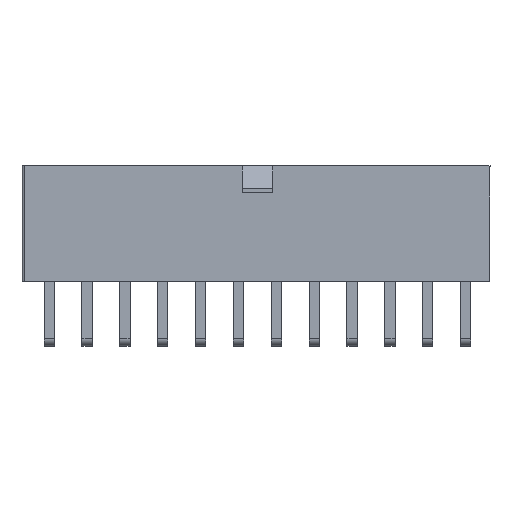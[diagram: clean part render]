
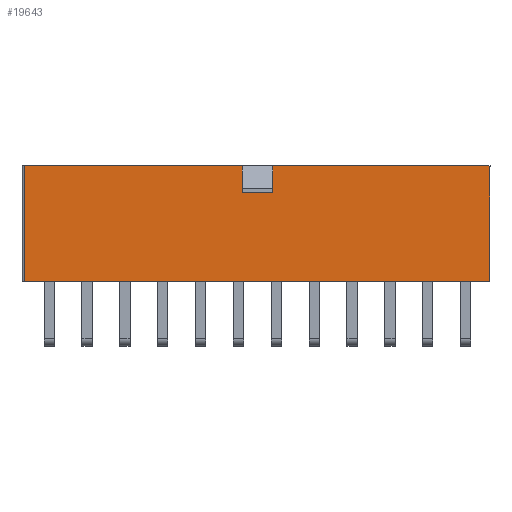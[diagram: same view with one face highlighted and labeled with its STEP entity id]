
A CAD part, top view. The second image highlights one B-rep face of the part: STEP entity #19643.
In plain terms, the highlighted planar face has unit normal (0, 0, 1).
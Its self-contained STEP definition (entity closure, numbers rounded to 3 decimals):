
#2323=ORIENTED_EDGE('',*,*,#5346,.T.);
#2324=ORIENTED_EDGE('',*,*,#5347,.T.);
#2325=ORIENTED_EDGE('',*,*,#4880,.F.);
#2326=ORIENTED_EDGE('',*,*,#5348,.T.);
#2327=ORIENTED_EDGE('',*,*,#5349,.T.);
#2328=ORIENTED_EDGE('',*,*,#5350,.F.);
#2329=ORIENTED_EDGE('',*,*,#4882,.F.);
#2330=ORIENTED_EDGE('',*,*,#5351,.F.);
#4880=EDGE_CURVE('',#6607,#6608,#8080,.T.);
#4882=EDGE_CURVE('',#6609,#6603,#8082,.T.);
#5346=EDGE_CURVE('',#6922,#6923,#8545,.T.);
#5347=EDGE_CURVE('',#6923,#6608,#8546,.T.);
#5348=EDGE_CURVE('',#6607,#6924,#8547,.T.);
#5349=EDGE_CURVE('',#6924,#6925,#8548,.T.);
#5350=EDGE_CURVE('',#6603,#6925,#8549,.T.);
#5351=EDGE_CURVE('',#6922,#6609,#8550,.T.);
#6603=VERTEX_POINT('',#26032);
#6607=VERTEX_POINT('',#26040);
#6608=VERTEX_POINT('',#26042);
#6609=VERTEX_POINT('',#26044);
#6922=VERTEX_POINT('',#26956);
#6923=VERTEX_POINT('',#26957);
#6924=VERTEX_POINT('',#26960);
#6925=VERTEX_POINT('',#26962);
#8080=LINE('',#26041,#10023);
#8082=LINE('',#26045,#10025);
#8545=LINE('',#26955,#10488);
#8546=LINE('',#26958,#10489);
#8547=LINE('',#26959,#10490);
#8548=LINE('',#26961,#10491);
#8549=LINE('',#26963,#10492);
#8550=LINE('',#26964,#10493);
#10023=VECTOR('',#22263,1000.);
#10025=VECTOR('',#22265,1000.);
#10488=VECTOR('',#22998,1000.);
#10489=VECTOR('',#22999,1000.);
#10490=VECTOR('',#23000,1000.);
#10491=VECTOR('',#23001,1000.);
#10492=VECTOR('',#23002,1000.);
#10493=VECTOR('',#23003,1000.);
#11711=EDGE_LOOP('',(#2323,#2324,#2325,#2326,#2327,#2328,#2329,#2330));
#12618=FACE_BOUND('',#11711,.T.);
#13441=PLANE('',#20475);
#19643=ADVANCED_FACE('',(#12618),#13441,.T.);
#20475=AXIS2_PLACEMENT_3D('',#26954,#22996,#22997);
#22263=DIRECTION('',(-1.,0.,0.));
#22265=DIRECTION('',(-1.,0.,0.));
#22996=DIRECTION('',(0.,0.,1.));
#22997=DIRECTION('',(1.,0.,0.));
#22998=DIRECTION('',(1.,0.,0.));
#22999=DIRECTION('',(0.,-1.,0.));
#23000=DIRECTION('',(0.,1.,0.));
#23001=DIRECTION('',(-1.,0.,0.));
#23002=DIRECTION('',(0.,1.,0.));
#23003=DIRECTION('',(0.,-1.,0.));
#26032=CARTESIAN_POINT('',(-25.8,-6.4,4.8));
#26040=CARTESIAN_POINT('',(25.8,-6.4,4.8));
#26041=CARTESIAN_POINT('',(25.8,-6.4,4.8));
#26042=CARTESIAN_POINT('',(1.7,-6.4,4.8));
#26044=CARTESIAN_POINT('',(-1.7,-6.4,4.8));
#26045=CARTESIAN_POINT('',(25.8,-6.4,4.8));
#26954=CARTESIAN_POINT('',(25.8,-6.4,4.8));
#26955=CARTESIAN_POINT('',(-1.7,-3.4,4.8));
#26956=CARTESIAN_POINT('',(-1.7,-3.4,4.8));
#26957=CARTESIAN_POINT('',(1.7,-3.4,4.8));
#26958=CARTESIAN_POINT('',(1.7,-3.4,4.8));
#26959=CARTESIAN_POINT('',(25.8,-6.4,4.8));
#26960=CARTESIAN_POINT('',(25.8,6.4,4.8));
#26961=CARTESIAN_POINT('',(25.8,6.4,4.8));
#26962=CARTESIAN_POINT('',(-25.8,6.4,4.8));
#26963=CARTESIAN_POINT('',(-25.8,-6.4,4.8));
#26964=CARTESIAN_POINT('',(-1.7,-3.4,4.8));
